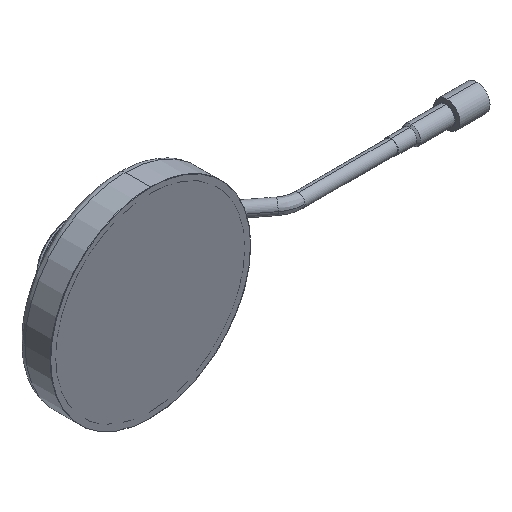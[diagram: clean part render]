
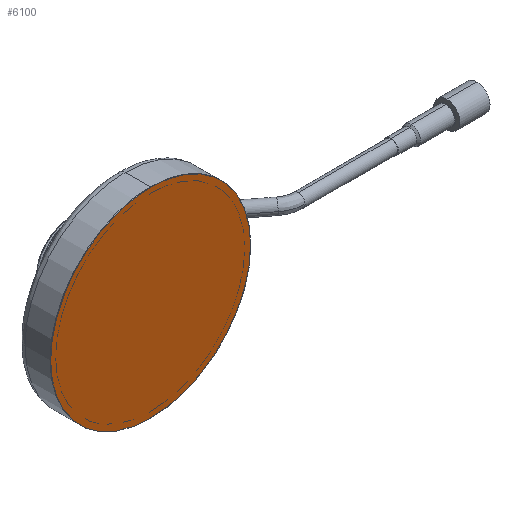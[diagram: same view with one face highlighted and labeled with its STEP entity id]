
A CAD part, isometric view. The second image highlights one B-rep face of the part: STEP entity #6100.
In plain terms, the highlighted planar face has unit normal (0, -1, 0).
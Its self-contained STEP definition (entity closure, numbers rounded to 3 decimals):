
#423 = AXIS2_PLACEMENT_3D ( 'NONE', #8738, #1784, #8769 ) ;
#583 = DIRECTION ( 'NONE',  ( 0., 0., 1. ) ) ;
#813 = ORIENTED_EDGE ( 'NONE', *, *, #9592, .F. ) ;
#1082 = DIRECTION ( 'NONE',  ( 0., 0., -1. ) ) ;
#1187 = AXIS2_PLACEMENT_3D ( 'NONE', #5815, #4326, #583 ) ;
#1682 = CARTESIAN_POINT ( 'NONE',  ( 0., -0.25, -38. ) ) ;
#1784 = DIRECTION ( 'NONE',  ( 0., 1., 0. ) ) ;
#2232 = VERTEX_POINT ( 'NONE', #1682 ) ;
#2543 = CARTESIAN_POINT ( 'NONE',  ( 0., -0.25, 0. ) ) ;
#3370 = CIRCLE ( 'NONE', #423, 38. ) ;
#3625 = VERTEX_POINT ( 'NONE', #8877 ) ;
#4051 = DIRECTION ( 'NONE',  ( 0., 1., 0. ) ) ;
#4326 = DIRECTION ( 'NONE',  ( 0., 1., 0. ) ) ;
#5343 = AXIS2_PLACEMENT_3D ( 'NONE', #2543, #4051, #1082 ) ;
#5815 = CARTESIAN_POINT ( 'NONE',  ( 0., -0.25, 0. ) ) ;
#6100 = ADVANCED_FACE ( 'NONE', ( #9266 ), #7363, .F. ) ;
#6308 = EDGE_LOOP ( 'NONE', ( #6741, #813 ) ) ;
#6500 = EDGE_CURVE ( 'NONE', #2232, #3625, #7176, .T. ) ;
#6741 = ORIENTED_EDGE ( 'NONE', *, *, #6500, .F. ) ;
#7176 = CIRCLE ( 'NONE', #5343, 38. ) ;
#7363 = PLANE ( 'NONE',  #1187 ) ;
#8738 = CARTESIAN_POINT ( 'NONE',  ( 0., -0.25, 0. ) ) ;
#8769 = DIRECTION ( 'NONE',  ( 0., 0., -1. ) ) ;
#8877 = CARTESIAN_POINT ( 'NONE',  ( 0., -0.25, 38. ) ) ;
#9266 = FACE_OUTER_BOUND ( 'NONE', #6308, .T. ) ;
#9592 = EDGE_CURVE ( 'NONE', #3625, #2232, #3370, .T. ) ;
